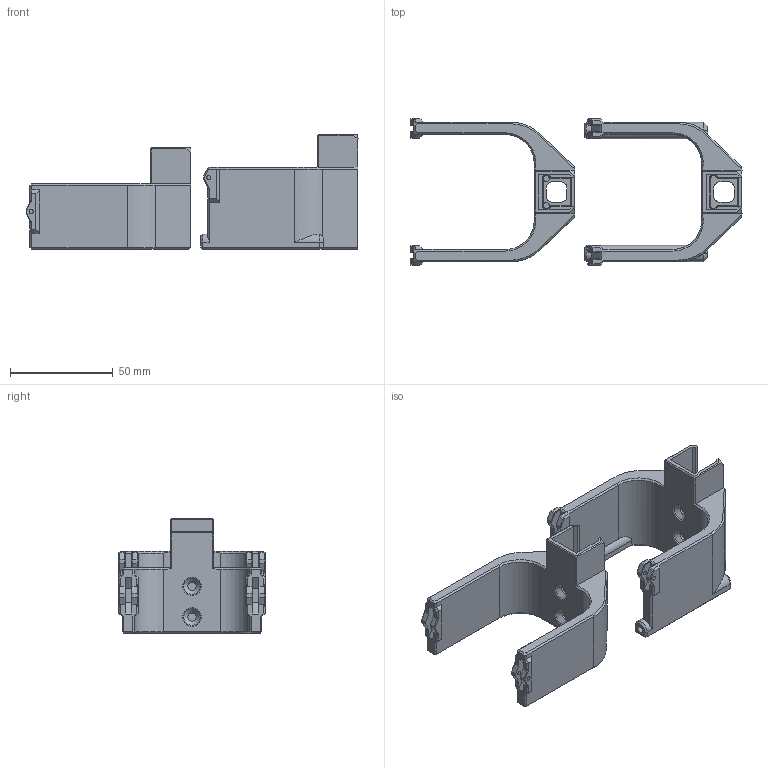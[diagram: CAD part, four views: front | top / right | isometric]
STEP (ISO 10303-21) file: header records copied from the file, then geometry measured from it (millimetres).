
FILE_DESCRIPTION(/* description */ (''),/* implementation_level */ '2;1');
FILE_NAME(/* name */ 'CG_scale_r2_parts_3dprint_f5j',/* time_stamp */ '2020-08-25T12:05:35+02:00',/* author */ (''),/* organization */ (''),/* preprocessor_version */ 'ST-DEVELOPER v15',/* originating_system */ 'MicroStation Version 08.11.09.867',/* authorisation */ '');
FILE_SCHEMA (('AUTOMOTIVE_DESIGN'));
Length unit declared in the file: millimetre
Products named in the file (2): CG_scale_r2_parts_3dprint_f5j1; CG_scale_r2_parts_3dprint_f5j2
Bounding box: 161.8 x 71.41 x 56.02 mm (x, y, z)
Volume: 105618.6 mm3; surface area: 41767.4 mm2
Topology: 2 solids, 2 shells, 437 faces, 1128 edges, 707 vertices
Faces by surface type: plane 353, cylinder 42, cone 36, torus 4, bspline 2
Full cylindrical faces by diameter (mm): 2 x8, 3 x4, 4 x4
Entity records: 12894 total; most frequent: CARTESIAN_POINT 2404, ORIENTED_EDGE 2172, DIRECTION 2062, EDGE_CURVE 1086, VECTOR 924, LINE 924, VERTEX_POINT 689, AXIS2_PLACEMENT_3D 569
